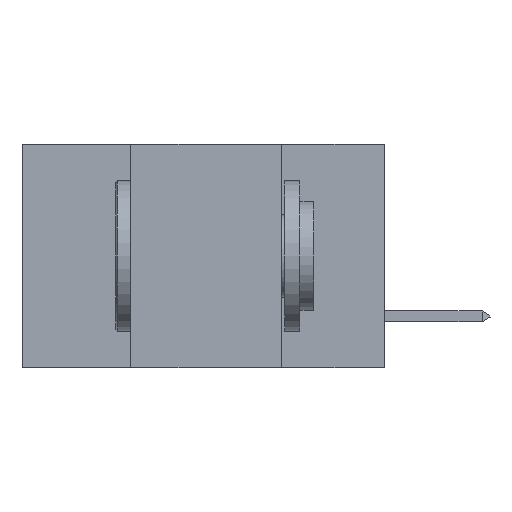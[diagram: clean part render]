
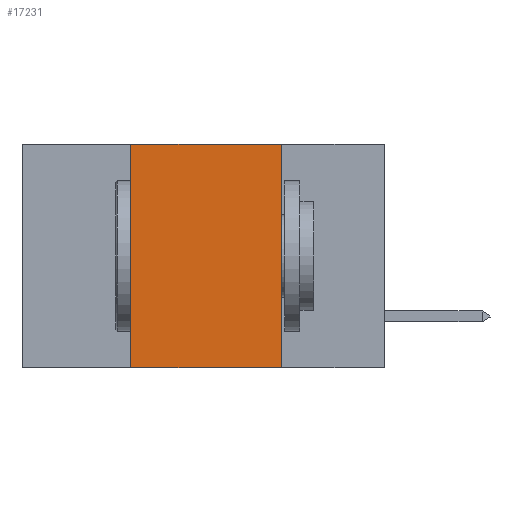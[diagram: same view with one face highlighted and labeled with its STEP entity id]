
A CAD part, left-side view. The second image highlights one B-rep face of the part: STEP entity #17231.
In plain terms, the highlighted planar face has unit normal (-1, 0, 0).
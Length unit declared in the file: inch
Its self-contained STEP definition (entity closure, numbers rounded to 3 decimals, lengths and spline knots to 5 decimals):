
#358 = VECTOR ( 'NONE', #8171, 39.37008 ) ;
#2426 = EDGE_CURVE ( 'NONE', #10207, #6737, #17079, .T. ) ;
#3031 = DIRECTION ( 'NONE',  ( 0., -1., 0. ) ) ;
#4479 = CARTESIAN_POINT ( 'NONE',  ( 0., 0.6, 0. ) ) ;
#5741 = EDGE_CURVE ( 'NONE', #21759, #15354, #5910, .T. ) ;
#5910 = LINE ( 'NONE', #8265, #358 ) ;
#6147 = VECTOR ( 'NONE', #19116, 39.37008 ) ;
#6566 = DIRECTION ( 'NONE',  ( 1., 0., 0. ) ) ;
#6737 = VERTEX_POINT ( 'NONE', #6948 ) ;
#6948 = CARTESIAN_POINT ( 'NONE',  ( 0., 0.42, 0. ) ) ;
#6972 = CARTESIAN_POINT ( 'NONE',  ( 0., 0.42, -0.37 ) ) ;
#6990 = LINE ( 'NONE', #21498, #23194 ) ;
#7501 = CARTESIAN_POINT ( 'NONE',  ( 0., 0.6, 0. ) ) ;
#8171 = DIRECTION ( 'NONE',  ( 0., 0., -1. ) ) ;
#8265 = CARTESIAN_POINT ( 'NONE',  ( 0., 0.17, 0. ) ) ;
#8603 = ORIENTED_EDGE ( 'NONE', *, *, #16851, .F. ) ;
#10207 = VERTEX_POINT ( 'NONE', #6972 ) ;
#10305 = EDGE_CURVE ( 'NONE', #10207, #15354, #6990, .T. ) ;
#12007 = ORIENTED_EDGE ( 'NONE', *, *, #10305, .T. ) ;
#13105 = VECTOR ( 'NONE', #19752, 39.37008 ) ;
#13991 = EDGE_LOOP ( 'NONE', ( #24194, #8603, #14983, #12007 ) ) ;
#14983 = ORIENTED_EDGE ( 'NONE', *, *, #2426, .F. ) ;
#15354 = VERTEX_POINT ( 'NONE', #20359 ) ;
#15509 = CARTESIAN_POINT ( 'NONE',  ( 0., 0.42, 0. ) ) ;
#16814 = PLANE ( 'NONE',  #25503 ) ;
#16851 = EDGE_CURVE ( 'NONE', #6737, #21759, #19145, .T. ) ;
#17079 = LINE ( 'NONE', #15509, #6147 ) ;
#17231 = ADVANCED_FACE ( 'NONE', ( #20345 ), #16814, .F. ) ;
#18446 = CARTESIAN_POINT ( 'NONE',  ( 0., 0.17, 0. ) ) ;
#19116 = DIRECTION ( 'NONE',  ( 0., 0., 1. ) ) ;
#19145 = LINE ( 'NONE', #7501, #13105 ) ;
#19752 = DIRECTION ( 'NONE',  ( 0., -1., 0. ) ) ;
#20345 = FACE_OUTER_BOUND ( 'NONE', #13991, .T. ) ;
#20359 = CARTESIAN_POINT ( 'NONE',  ( 0., 0.17, -0.37 ) ) ;
#20858 = DIRECTION ( 'NONE',  ( 0., 0., -1. ) ) ;
#21498 = CARTESIAN_POINT ( 'NONE',  ( 0., 0.6, -0.37 ) ) ;
#21759 = VERTEX_POINT ( 'NONE', #18446 ) ;
#23194 = VECTOR ( 'NONE', #3031, 39.37008 ) ;
#24194 = ORIENTED_EDGE ( 'NONE', *, *, #5741, .F. ) ;
#25503 = AXIS2_PLACEMENT_3D ( 'NONE', #4479, #6566, #20858 ) ;
